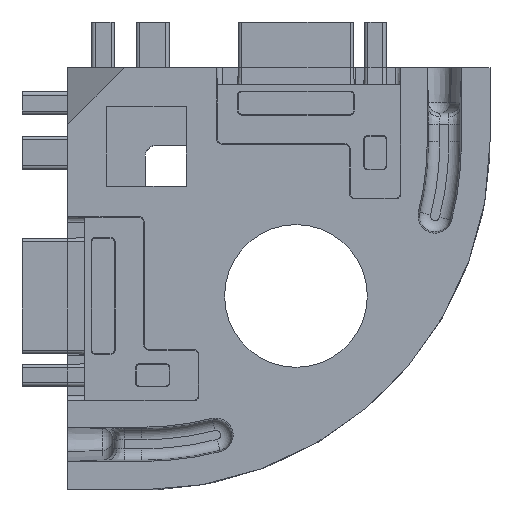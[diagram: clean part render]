
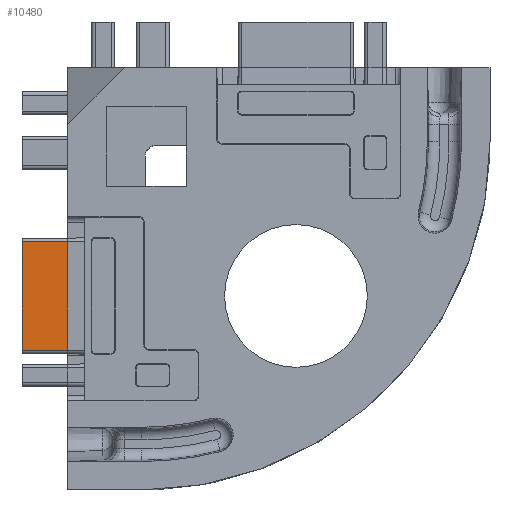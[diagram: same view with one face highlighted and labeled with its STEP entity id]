
A CAD part, front view. The second image highlights one B-rep face of the part: STEP entity #10480.
In plain terms, the highlighted planar face has unit normal (0, -1, 0).
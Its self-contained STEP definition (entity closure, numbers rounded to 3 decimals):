
#150 = CARTESIAN_POINT ( 'NONE',  ( -6.5, -4.4, -18.25 ) ) ;
#589 = AXIS2_PLACEMENT_3D ( 'NONE', #3802, #5555, #5596 ) ;
#975 = EDGE_CURVE ( 'NONE', #6835, #1273, #1253, .T. ) ;
#1253 = LINE ( 'NONE', #5706, #10463 ) ;
#1273 = VERTEX_POINT ( 'NONE', #150 ) ;
#2215 = LINE ( 'NONE', #9152, #11426 ) ;
#2882 = VECTOR ( 'NONE', #8852, 1000. ) ;
#2926 = DIRECTION ( 'NONE',  ( 1., 0., 0. ) ) ;
#3046 = DIRECTION ( 'NONE',  ( 1., 0., 0. ) ) ;
#3289 = CARTESIAN_POINT ( 'NONE',  ( -6.5, -4.4, -8.75 ) ) ;
#3802 = CARTESIAN_POINT ( 'NONE',  ( -10.5, -4.4, -18.25 ) ) ;
#3965 = VECTOR ( 'NONE', #5955, 1000. ) ;
#4361 = ORIENTED_EDGE ( 'NONE', *, *, #10568, .T. ) ;
#4508 = EDGE_CURVE ( 'NONE', #6835, #10762, #11356, .T. ) ;
#4714 = PLANE ( 'NONE',  #589 ) ;
#5555 = DIRECTION ( 'NONE',  ( 0., 1., 0. ) ) ;
#5596 = DIRECTION ( 'NONE',  ( 0., 0., 1. ) ) ;
#5706 = CARTESIAN_POINT ( 'NONE',  ( -10.5, -4.4, -18.25 ) ) ;
#5955 = DIRECTION ( 'NONE',  ( 0., 0., 1. ) ) ;
#6835 = VERTEX_POINT ( 'NONE', #11442 ) ;
#7031 = EDGE_CURVE ( 'NONE', #10762, #11577, #2215, .T. ) ;
#7974 = CARTESIAN_POINT ( 'NONE',  ( -6.5, -4.4, -18.25 ) ) ;
#8245 = CARTESIAN_POINT ( 'NONE',  ( -10.5, -4.4, -8.75 ) ) ;
#8420 = ORIENTED_EDGE ( 'NONE', *, *, #4508, .F. ) ;
#8576 = CARTESIAN_POINT ( 'NONE',  ( -10.5, -4.4, -18.25 ) ) ;
#8852 = DIRECTION ( 'NONE',  ( 0., 0., 1. ) ) ;
#9152 = CARTESIAN_POINT ( 'NONE',  ( -10.5, -4.4, -8.75 ) ) ;
#10283 = LINE ( 'NONE', #7974, #2882 ) ;
#10397 = ORIENTED_EDGE ( 'NONE', *, *, #7031, .F. ) ;
#10463 = VECTOR ( 'NONE', #3046, 1000. ) ;
#10480 = ADVANCED_FACE ( 'NONE', ( #10850 ), #4714, .F. ) ;
#10568 = EDGE_CURVE ( 'NONE', #1273, #11577, #10283, .T. ) ;
#10762 = VERTEX_POINT ( 'NONE', #8245 ) ;
#10850 = FACE_OUTER_BOUND ( 'NONE', #10933, .T. ) ;
#10933 = EDGE_LOOP ( 'NONE', ( #4361, #10397, #8420, #11457 ) ) ;
#11356 = LINE ( 'NONE', #8576, #3965 ) ;
#11426 = VECTOR ( 'NONE', #2926, 1000. ) ;
#11442 = CARTESIAN_POINT ( 'NONE',  ( -10.5, -4.4, -18.25 ) ) ;
#11457 = ORIENTED_EDGE ( 'NONE', *, *, #975, .T. ) ;
#11577 = VERTEX_POINT ( 'NONE', #3289 ) ;
